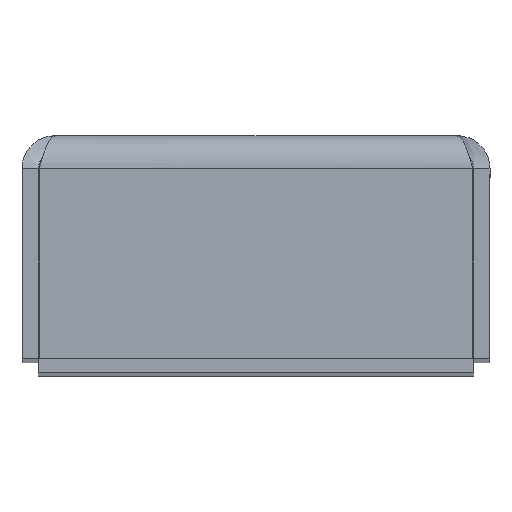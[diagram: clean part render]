
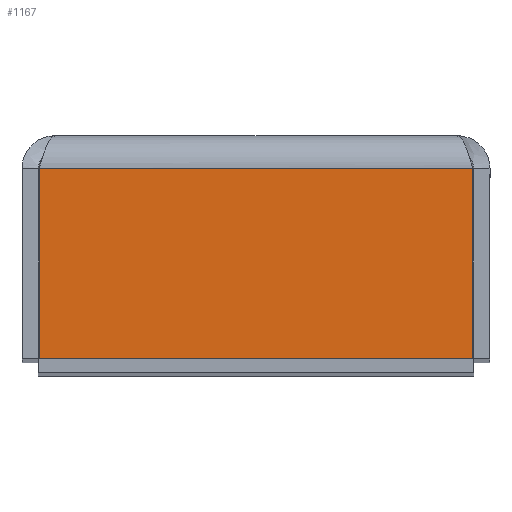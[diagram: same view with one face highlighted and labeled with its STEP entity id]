
A CAD part, top view. The second image highlights one B-rep face of the part: STEP entity #1167.
In plain terms, the highlighted planar face has unit normal (0, 0, 1).
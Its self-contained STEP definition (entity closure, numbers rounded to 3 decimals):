
#80=FACE_OUTER_BOUND($,#145,.T.);
#145=EDGE_LOOP($,(#842,#843,#844,#845));
#260=LINE($,#1715,#391);
#262=LINE($,#1735,#393);
#270=LINE($,#1803,#401);
#274=LINE($,#1810,#405);
#391=VECTOR($,#1397,39.859);
#393=VECTOR($,#1401,17.5);
#401=VECTOR($,#1411,17.5);
#405=VECTOR($,#1417,39.859);
#512=VERTEX_POINT($,#1713);
#513=VERTEX_POINT($,#1714);
#516=VERTEX_POINT($,#1734);
#521=VERTEX_POINT($,#1802);
#623=EDGE_CURVE($,#512,#513,#260,.T.);
#627=EDGE_CURVE($,#516,#513,#262,.T.);
#637=EDGE_CURVE($,#512,#521,#270,.T.);
#641=EDGE_CURVE($,#521,#516,#274,.T.);
#842=ORIENTED_EDGE($,*,*,#623,.T.);
#843=ORIENTED_EDGE($,*,*,#627,.F.);
#844=ORIENTED_EDGE($,*,*,#641,.F.);
#845=ORIENTED_EDGE($,*,*,#637,.F.);
#1048=PLANE($,#1240);
#1167=ADVANCED_FACE($,(#80),#1048,.T.);
#1240=AXIS2_PLACEMENT_3D($,#1812,#1419,#1420);
#1397=DIRECTION($,(-1.,0.,0.));
#1401=DIRECTION($,(0.,1.,0.));
#1411=DIRECTION($,(0.,-1.,0.));
#1417=DIRECTION($,(-1.,0.,0.));
#1419=DIRECTION('center_axis',(0.,0.,
1.));
#1420=DIRECTION('ref_axis',(1.,0.,0.));
#1713=CARTESIAN_POINT('',(19.929,13.74,104.5));
#1714=CARTESIAN_POINT('',(-19.929,13.74,104.5));
#1715=CARTESIAN_POINT($,(0.,13.74,104.5));
#1734=CARTESIAN_POINT('',(-19.929,-3.76,104.5));
#1735=CARTESIAN_POINT($,(-19.929,13.74,104.5));
#1802=CARTESIAN_POINT('',(19.929,-3.76,104.5));
#1803=CARTESIAN_POINT($,(19.929,13.74,104.5));
#1810=CARTESIAN_POINT($,(19.929,-3.76,104.5));
#1812=CARTESIAN_POINT('Origin',(0.,118.232,
104.5));
